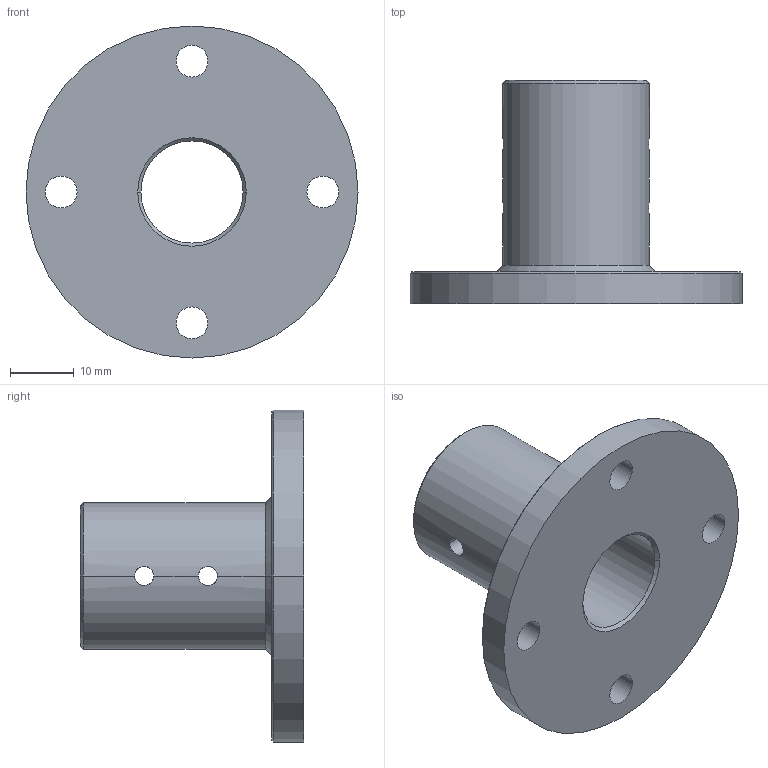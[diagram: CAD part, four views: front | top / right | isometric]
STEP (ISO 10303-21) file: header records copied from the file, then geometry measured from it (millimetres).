
FILE_DESCRIPTION((''),'2;1');
FILE_NAME('OBMP-TUBE-COUPLER-25MM','2023-10-10T19:28:08',('ccha425'),('Department of Mechanical Engineering, The University of Auckland'),'CREO PARAMETRIC BY PTC INC, 2017260','CREO PARAMETRIC BY PTC INC, 2017260','');
FILE_SCHEMA(('CONFIG_CONTROL_DESIGN'));
Length unit declared in the file: millimetre
Products named in the file (1): OBMP-TUBE-COUPLER-25MM
Bounding box: 52 x 35 x 52 mm (x, y, z)
Volume: 15564.1 mm3; surface area: 8706.9 mm2
Topology: 1 solids, 1 shells, 35 faces, 94 edges, 54 vertices
Faces by surface type: cylinder 22, cone 10, plane 3
Entity records: 1328 total; most frequent: CARTESIAN_POINT 391, ORIENTED_EDGE 188, DIRECTION 186, EDGE_CURVE 94, AXIS2_PLACEMENT_3D 73, VERTEX_POINT 54, EDGE_LOOP 46, VECTOR 40
